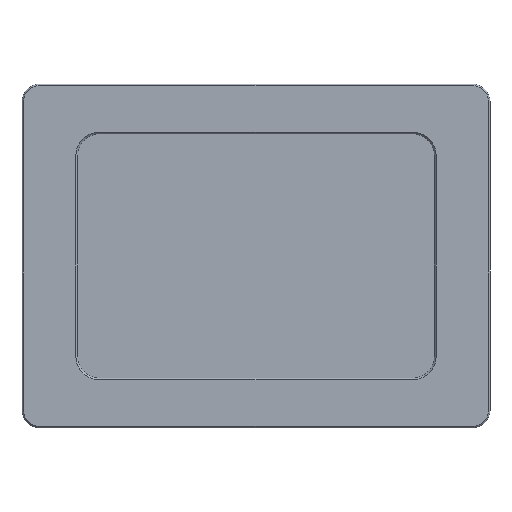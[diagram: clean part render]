
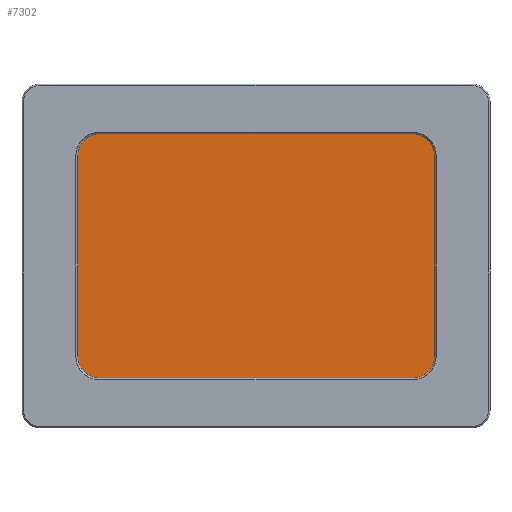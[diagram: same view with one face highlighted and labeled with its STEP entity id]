
A CAD part, top view. The second image highlights one B-rep face of the part: STEP entity #7302.
In plain terms, the highlighted planar face has unit normal (0, 0, 1).
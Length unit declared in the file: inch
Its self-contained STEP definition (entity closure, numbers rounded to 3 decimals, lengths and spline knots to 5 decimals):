
#271=PLANE('',#7793);
#508=FACE_OUTER_BOUND('',#969,.T.);
#969=EDGE_LOOP('',(#4987,#4988,#4989,#4990,#4991,#4992,#4993,#4994));
#1497=CIRCLE('',#7794,0.46575);
#1498=CIRCLE('',#7795,0.46575);
#1499=CIRCLE('',#7796,0.46575);
#1500=CIRCLE('',#7797,0.46575);
#2001=LINE('',#10721,#2566);
#2002=LINE('',#10725,#2567);
#2003=LINE('',#10729,#2568);
#2004=LINE('',#10732,#2569);
#2566=VECTOR('',#8561,0.3937);
#2567=VECTOR('',#8564,0.3937);
#2568=VECTOR('',#8567,0.3937);
#2569=VECTOR('',#8570,0.3937);
#3142=VERTEX_POINT('',#10717);
#3143=VERTEX_POINT('',#10718);
#3144=VERTEX_POINT('',#10720);
#3145=VERTEX_POINT('',#10722);
#3146=VERTEX_POINT('',#10724);
#3147=VERTEX_POINT('',#10726);
#3148=VERTEX_POINT('',#10728);
#3149=VERTEX_POINT('',#10730);
#3869=EDGE_CURVE('',#3142,#3143,#1497,.T.);
#3870=EDGE_CURVE('',#3144,#3142,#2001,.T.);
#3871=EDGE_CURVE('',#3145,#3144,#1498,.T.);
#3872=EDGE_CURVE('',#3146,#3145,#2002,.T.);
#3873=EDGE_CURVE('',#3147,#3146,#1499,.T.);
#3874=EDGE_CURVE('',#3148,#3147,#2003,.T.);
#3875=EDGE_CURVE('',#3149,#3148,#1500,.T.);
#3876=EDGE_CURVE('',#3143,#3149,#2004,.T.);
#4987=ORIENTED_EDGE('',*,*,#3869,.F.);
#4988=ORIENTED_EDGE('',*,*,#3870,.F.);
#4989=ORIENTED_EDGE('',*,*,#3871,.F.);
#4990=ORIENTED_EDGE('',*,*,#3872,.F.);
#4991=ORIENTED_EDGE('',*,*,#3873,.F.);
#4992=ORIENTED_EDGE('',*,*,#3874,.F.);
#4993=ORIENTED_EDGE('',*,*,#3875,.F.);
#4994=ORIENTED_EDGE('',*,*,#3876,.F.);
#7302=ADVANCED_FACE('',(#508),#271,.T.);
#7793=AXIS2_PLACEMENT_3D('',#10716,#8557,#8558);
#7794=AXIS2_PLACEMENT_3D('',#10719,#8559,#8560);
#7795=AXIS2_PLACEMENT_3D('',#10723,#8562,#8563);
#7796=AXIS2_PLACEMENT_3D('',#10727,#8565,#8566);
#7797=AXIS2_PLACEMENT_3D('',#10731,#8568,#8569);
#8557=DIRECTION('center_axis',(0.,0.,
1.));
#8558=DIRECTION('ref_axis',(1.,0.,0.));
#8559=DIRECTION('center_axis',(0.,0.,
-1.));
#8560=DIRECTION('ref_axis',(0.,-1.,0.));
#8561=DIRECTION('',(0.,-1.,0.));
#8562=DIRECTION('center_axis',(0.,0.,
-1.));
#8563=DIRECTION('ref_axis',(1.,0.,0.));
#8564=DIRECTION('',(1.,0.,0.));
#8565=DIRECTION('center_axis',(0.,0.,
-1.));
#8566=DIRECTION('ref_axis',(0.,1.,0.));
#8567=DIRECTION('',(0.,1.,0.));
#8568=DIRECTION('center_axis',(0.,0.,
-1.));
#8569=DIRECTION('ref_axis',(-1.,0.,0.));
#8570=DIRECTION('',(-1.,0.,0.));
#10716=CARTESIAN_POINT('Origin',(4.25495,3.65772,0.61776));
#10717=CARTESIAN_POINT('',(7.99495,1.52181,0.61776));
#10718=CARTESIAN_POINT('',(7.5292,1.05606,0.61776));
#10719=CARTESIAN_POINT('Origin',(7.5292,1.52181,0.61776));
#10720=CARTESIAN_POINT('',(7.99495,5.78331,0.61776));
#10721=CARTESIAN_POINT('',(7.99495,4.18783,0.61776));
#10722=CARTESIAN_POINT('',(7.5292,6.24906,0.61776));
#10723=CARTESIAN_POINT('Origin',(7.5292,5.78331,0.61776));
#10724=CARTESIAN_POINT('',(0.87873,6.24906,0.61776));
#10725=CARTESIAN_POINT('',(3.39815,6.24906,0.61776));
#10726=CARTESIAN_POINT('',(0.41298,5.78331,0.61776));
#10727=CARTESIAN_POINT('Origin',(0.87873,5.78331,0.61776));
#10728=CARTESIAN_POINT('',(0.41298,1.52181,0.61776));
#10729=CARTESIAN_POINT('',(0.41298,3.12245,0.61776));
#10730=CARTESIAN_POINT('',(0.87873,1.05606,0.61776));
#10731=CARTESIAN_POINT('Origin',(0.87873,1.52181,0.61776));
#10732=CARTESIAN_POINT('',(5.06077,1.05606,0.61776));
